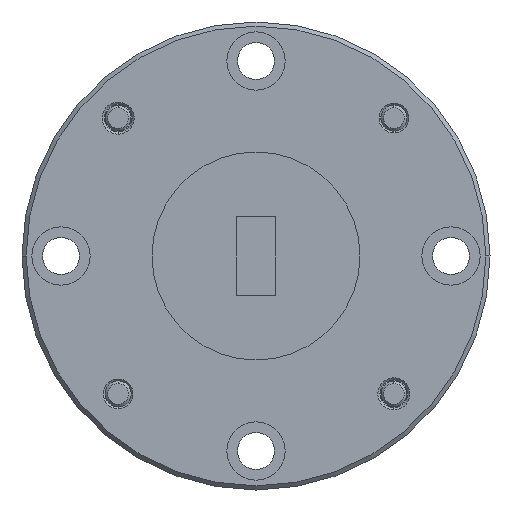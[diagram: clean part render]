
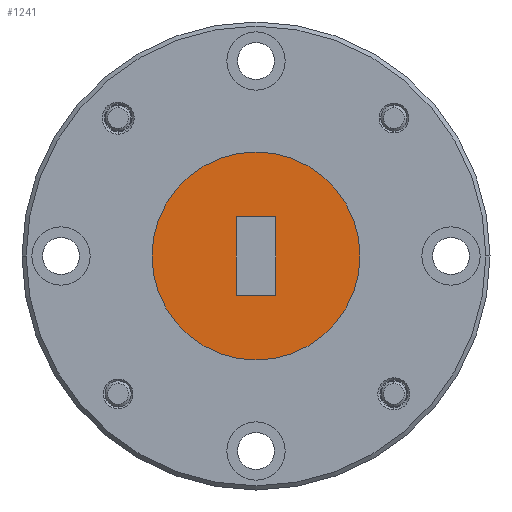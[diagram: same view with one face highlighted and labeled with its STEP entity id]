
A CAD part, left-side view. The second image highlights one B-rep face of the part: STEP entity #1241.
In plain terms, the highlighted planar face has unit normal (-1, 0, 0).
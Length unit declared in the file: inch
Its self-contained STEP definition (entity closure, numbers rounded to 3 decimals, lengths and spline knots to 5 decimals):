
#186 = FACE_BOUND ( 'NONE', #1884, .T. ) ;
#202 = ORIENTED_EDGE ( 'NONE', *, *, #2906, .T. ) ;
#541 = CARTESIAN_POINT ( 'NONE',  ( 0., -0.047, -0.094 ) ) ;
#798 = DIRECTION ( 'NONE',  ( 0., 0., 1. ) ) ;
#800 = ORIENTED_EDGE ( 'NONE', *, *, #3191, .T. ) ;
#824 = ORIENTED_EDGE ( 'NONE', *, *, #4058, .T. ) ;
#871 = FACE_OUTER_BOUND ( 'NONE', #3295, .T. ) ;
#984 = CIRCLE ( 'NONE', #2231, 0.25 ) ;
#988 = DIRECTION ( 'NONE',  ( 1., 0., 0. ) ) ;
#1143 = DIRECTION ( 'NONE',  ( 0., 1., 0. ) ) ;
#1178 = VERTEX_POINT ( 'NONE', #2296 ) ;
#1205 = EDGE_CURVE ( 'NONE', #4087, #1178, #1348, .T. ) ;
#1241 = ADVANCED_FACE ( 'NONE', ( #186, #871 ), #4283, .T. ) ;
#1348 = CIRCLE ( 'NONE', #1900, 0.25 ) ;
#1370 = EDGE_CURVE ( 'NONE', #1178, #4087, #984, .T. ) ;
#1394 = ORIENTED_EDGE ( 'NONE', *, *, #1205, .F. ) ;
#1432 = CARTESIAN_POINT ( 'NONE',  ( 0., -0.047, 0.094 ) ) ;
#1591 = VERTEX_POINT ( 'NONE', #1432 ) ;
#1623 = CARTESIAN_POINT ( 'NONE',  ( 0., -0.047, -0.094 ) ) ;
#1754 = VECTOR ( 'NONE', #798, 39.37008 ) ;
#1759 = EDGE_CURVE ( 'NONE', #1591, #1856, #2157, .T. ) ;
#1766 = AXIS2_PLACEMENT_3D ( 'NONE', #2288, #3871, #2196 ) ;
#1790 = VERTEX_POINT ( 'NONE', #4171 ) ;
#1826 = VECTOR ( 'NONE', #2261, 39.37008 ) ;
#1856 = VERTEX_POINT ( 'NONE', #1623 ) ;
#1884 = EDGE_LOOP ( 'NONE', ( #202, #2072, #824, #800 ) ) ;
#1900 = AXIS2_PLACEMENT_3D ( 'NONE', #3985, #988, #2319 ) ;
#1967 = CARTESIAN_POINT ( 'NONE',  ( 0., -0.047, 0.094 ) ) ;
#2072 = ORIENTED_EDGE ( 'NONE', *, *, #1759, .T. ) ;
#2157 = LINE ( 'NONE', #541, #3925 ) ;
#2196 = DIRECTION ( 'NONE',  ( 0., -1., 0. ) ) ;
#2231 = AXIS2_PLACEMENT_3D ( 'NONE', #3174, #2817, #1143 ) ;
#2261 = DIRECTION ( 'NONE',  ( 0., -1., 0. ) ) ;
#2288 = CARTESIAN_POINT ( 'NONE',  ( 0., 0., 0. ) ) ;
#2296 = CARTESIAN_POINT ( 'NONE',  ( 0., -0.25, 0. ) ) ;
#2319 = DIRECTION ( 'NONE',  ( 0., 1., 0. ) ) ;
#2541 = VERTEX_POINT ( 'NONE', #3367 ) ;
#2748 = ORIENTED_EDGE ( 'NONE', *, *, #1370, .F. ) ;
#2757 = CARTESIAN_POINT ( 'NONE',  ( 0., -0.047, -0.094 ) ) ;
#2817 = DIRECTION ( 'NONE',  ( 1., 0., 0. ) ) ;
#2865 = DIRECTION ( 'NONE',  ( 0., 0., -1. ) ) ;
#2906 = EDGE_CURVE ( 'NONE', #2541, #1591, #3264, .T. ) ;
#3066 = DIRECTION ( 'NONE',  ( 0., 1., 0. ) ) ;
#3174 = CARTESIAN_POINT ( 'NONE',  ( 0., 0., 0. ) ) ;
#3191 = EDGE_CURVE ( 'NONE', #1790, #2541, #3542, .T. ) ;
#3264 = LINE ( 'NONE', #1967, #1826 ) ;
#3295 = EDGE_LOOP ( 'NONE', ( #1394, #2748 ) ) ;
#3367 = CARTESIAN_POINT ( 'NONE',  ( 0., 0.047, 0.094 ) ) ;
#3523 = CARTESIAN_POINT ( 'NONE',  ( 0., 0.047, -0.094 ) ) ;
#3542 = LINE ( 'NONE', #3523, #1754 ) ;
#3749 = LINE ( 'NONE', #2757, #4088 ) ;
#3844 = CARTESIAN_POINT ( 'NONE',  ( 0., 0.25, 0. ) ) ;
#3871 = DIRECTION ( 'NONE',  ( -1., 0., 0. ) ) ;
#3925 = VECTOR ( 'NONE', #2865, 39.37008 ) ;
#3985 = CARTESIAN_POINT ( 'NONE',  ( 0., 0., 0. ) ) ;
#4058 = EDGE_CURVE ( 'NONE', #1856, #1790, #3749, .T. ) ;
#4087 = VERTEX_POINT ( 'NONE', #3844 ) ;
#4088 = VECTOR ( 'NONE', #3066, 39.37008 ) ;
#4171 = CARTESIAN_POINT ( 'NONE',  ( 0., 0.047, -0.094 ) ) ;
#4283 = PLANE ( 'NONE',  #1766 ) ;
